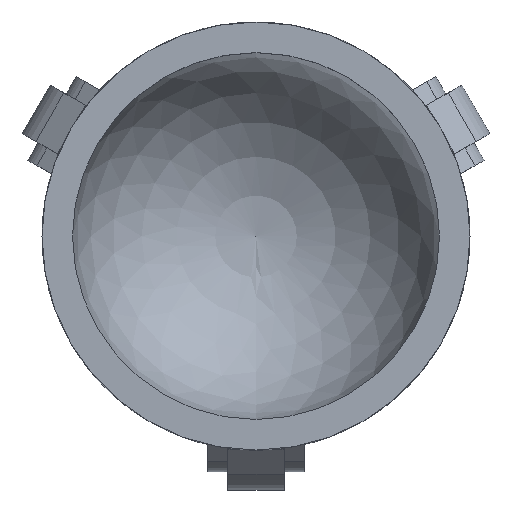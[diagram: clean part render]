
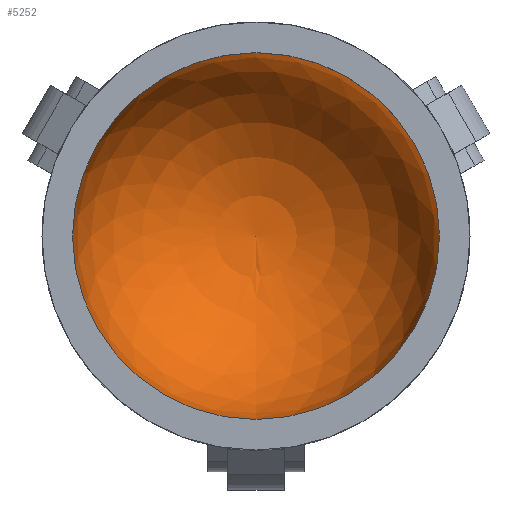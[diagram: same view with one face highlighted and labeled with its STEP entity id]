
A CAD part, top view. The second image highlights one B-rep face of the part: STEP entity #5252.
In plain terms, the highlighted spherical face has radius 18 mm.
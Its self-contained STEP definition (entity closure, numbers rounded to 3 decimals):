
#3309 = CYLINDRICAL_SURFACE('',#3310,18.);
#3310 = AXIS2_PLACEMENT_3D('',#3311,#3312,#3313);
#3311 = CARTESIAN_POINT('',(0.,0.,0.));
#3312 = DIRECTION('',(0.,0.,1.));
#3313 = DIRECTION('',(0.,-1.,0.));
#4971 = EDGE_CURVE('',#4972,#4974,#4976,.T.);
#4972 = VERTEX_POINT('',#4973);
#4973 = CARTESIAN_POINT('',(-15.588,9.,0.));
#4974 = VERTEX_POINT('',#4975);
#4975 = CARTESIAN_POINT('',(15.588,9.,0.));
#4976 = SURFACE_CURVE('',#4977,(#4982,#4989),.PCURVE_S1.);
#4977 = CIRCLE('',#4978,18.);
#4978 = AXIS2_PLACEMENT_3D('',#4979,#4980,#4981);
#4979 = CARTESIAN_POINT('',(0.,0.,0.));
#4980 = DIRECTION('',(0.,0.,-1.));
#4981 = DIRECTION('',(0.,-1.,0.));
#4982 = PCURVE('',#3309,#4983);
#4983 = DEFINITIONAL_REPRESENTATION('',(#4984),#4988);
#4984 = LINE('',#4985,#4986);
#4985 = CARTESIAN_POINT('',(0.,0.));
#4986 = VECTOR('',#4987,1.);
#4987 = DIRECTION('',(-1.,0.));
#4988 = ( GEOMETRIC_REPRESENTATION_CONTEXT(2) 
PARAMETRIC_REPRESENTATION_CONTEXT() REPRESENTATION_CONTEXT('2D SPACE',''
  ) );
#4989 = PCURVE('',#4990,#4995);
#4990 = SPHERICAL_SURFACE('',#4991,18.);
#4991 = AXIS2_PLACEMENT_3D('',#4992,#4993,#4994);
#4992 = CARTESIAN_POINT('',(0.,0.,0.));
#4993 = DIRECTION('',(0.,0.,1.));
#4994 = DIRECTION('',(0.,-1.,0.));
#4995 = DEFINITIONAL_REPRESENTATION('',(#4996),#5000);
#4996 = LINE('',#4997,#4998);
#4997 = CARTESIAN_POINT('',(0.,0.));
#4998 = VECTOR('',#4999,1.);
#4999 = DIRECTION('',(-1.,0.));
#5000 = ( GEOMETRIC_REPRESENTATION_CONTEXT(2) 
PARAMETRIC_REPRESENTATION_CONTEXT() REPRESENTATION_CONTEXT('2D SPACE',''
  ) );
#5002 = EDGE_CURVE('',#4974,#5003,#5005,.T.);
#5003 = VERTEX_POINT('',#5004);
#5004 = CARTESIAN_POINT('',(0.,-18.,0.));
#5005 = SURFACE_CURVE('',#5006,(#5011,#5018),.PCURVE_S1.);
#5006 = CIRCLE('',#5007,18.);
#5007 = AXIS2_PLACEMENT_3D('',#5008,#5009,#5010);
#5008 = CARTESIAN_POINT('',(0.,0.,0.));
#5009 = DIRECTION('',(0.,0.,-1.));
#5010 = DIRECTION('',(0.,-1.,0.));
#5011 = PCURVE('',#3309,#5012);
#5012 = DEFINITIONAL_REPRESENTATION('',(#5013),#5017);
#5013 = LINE('',#5014,#5015);
#5014 = CARTESIAN_POINT('',(0.,0.));
#5015 = VECTOR('',#5016,1.);
#5016 = DIRECTION('',(-1.,0.));
#5017 = ( GEOMETRIC_REPRESENTATION_CONTEXT(2) 
PARAMETRIC_REPRESENTATION_CONTEXT() REPRESENTATION_CONTEXT('2D SPACE',''
  ) );
#5018 = PCURVE('',#4990,#5019);
#5019 = DEFINITIONAL_REPRESENTATION('',(#5020),#5024);
#5020 = LINE('',#5021,#5022);
#5021 = CARTESIAN_POINT('',(0.,0.));
#5022 = VECTOR('',#5023,1.);
#5023 = DIRECTION('',(-1.,0.));
#5024 = ( GEOMETRIC_REPRESENTATION_CONTEXT(2) 
PARAMETRIC_REPRESENTATION_CONTEXT() REPRESENTATION_CONTEXT('2D SPACE',''
  ) );
#5073 = EDGE_CURVE('',#5003,#4972,#5074,.T.);
#5074 = SURFACE_CURVE('',#5075,(#5080,#5087),.PCURVE_S1.);
#5075 = CIRCLE('',#5076,18.);
#5076 = AXIS2_PLACEMENT_3D('',#5077,#5078,#5079);
#5077 = CARTESIAN_POINT('',(0.,0.,0.));
#5078 = DIRECTION('',(0.,0.,-1.));
#5079 = DIRECTION('',(0.,-1.,0.));
#5080 = PCURVE('',#3309,#5081);
#5081 = DEFINITIONAL_REPRESENTATION('',(#5082),#5086);
#5082 = LINE('',#5083,#5084);
#5083 = CARTESIAN_POINT('',(0.,0.));
#5084 = VECTOR('',#5085,1.);
#5085 = DIRECTION('',(-1.,0.));
#5086 = ( GEOMETRIC_REPRESENTATION_CONTEXT(2) 
PARAMETRIC_REPRESENTATION_CONTEXT() REPRESENTATION_CONTEXT('2D SPACE',''
  ) );
#5087 = PCURVE('',#4990,#5088);
#5088 = DEFINITIONAL_REPRESENTATION('',(#5089),#5093);
#5089 = LINE('',#5090,#5091);
#5090 = CARTESIAN_POINT('',(0.,0.));
#5091 = VECTOR('',#5092,1.);
#5092 = DIRECTION('',(-1.,0.));
#5093 = ( GEOMETRIC_REPRESENTATION_CONTEXT(2) 
PARAMETRIC_REPRESENTATION_CONTEXT() REPRESENTATION_CONTEXT('2D SPACE',''
  ) );
#5252 = ADVANCED_FACE('',(#5253),#4990,.F.);
#5253 = FACE_BOUND('',#5254,.T.);
#5254 = EDGE_LOOP('',(#5255,#5281,#5282,#5304,#5305,#5306,#5307));
#5255 = ORIENTED_EDGE('',*,*,#5256,.F.);
#5256 = EDGE_CURVE('',#5257,#5259,#5261,.T.);
#5257 = VERTEX_POINT('',#5258);
#5258 = CARTESIAN_POINT('',(0.,0.,-18.));
#5259 = VERTEX_POINT('',#5260);
#5260 = CARTESIAN_POINT('',(0.,-16.53,
    -7.125));
#5261 = SEAM_CURVE('',#5262,(#5267,#5274),.PCURVE_S1.);
#5262 = CIRCLE('',#5263,18.);
#5263 = AXIS2_PLACEMENT_3D('',#5264,#5265,#5266);
#5264 = CARTESIAN_POINT('',(0.,0.,0.));
#5265 = DIRECTION('',(-1.,0.,0.));
#5266 = DIRECTION('',(0.,-1.,0.));
#5267 = PCURVE('',#4990,#5268);
#5268 = DEFINITIONAL_REPRESENTATION('',(#5269),#5273);
#5269 = LINE('',#5270,#5271);
#5270 = CARTESIAN_POINT('',(0.,-6.283));
#5271 = VECTOR('',#5272,1.);
#5272 = DIRECTION('',(0.,1.));
#5273 = ( GEOMETRIC_REPRESENTATION_CONTEXT(2) 
PARAMETRIC_REPRESENTATION_CONTEXT() REPRESENTATION_CONTEXT('2D SPACE',''
  ) );
#5274 = PCURVE('',#4990,#5275);
#5275 = DEFINITIONAL_REPRESENTATION('',(#5276),#5280);
#5276 = LINE('',#5277,#5278);
#5277 = CARTESIAN_POINT('',(-6.283,-6.283));
#5278 = VECTOR('',#5279,1.);
#5279 = DIRECTION('',(0.,1.));
#5280 = ( GEOMETRIC_REPRESENTATION_CONTEXT(2) 
PARAMETRIC_REPRESENTATION_CONTEXT() REPRESENTATION_CONTEXT('2D SPACE',''
  ) );
#5281 = ORIENTED_EDGE('',*,*,#5256,.T.);
#5282 = ORIENTED_EDGE('',*,*,#5283,.T.);
#5283 = EDGE_CURVE('',#5259,#5003,#5284,.T.);
#5284 = SEAM_CURVE('',#5285,(#5290,#5297),.PCURVE_S1.);
#5285 = CIRCLE('',#5286,18.);
#5286 = AXIS2_PLACEMENT_3D('',#5287,#5288,#5289);
#5287 = CARTESIAN_POINT('',(0.,0.,0.));
#5288 = DIRECTION('',(-1.,0.,0.));
#5289 = DIRECTION('',(0.,-1.,0.));
#5290 = PCURVE('',#4990,#5291);
#5291 = DEFINITIONAL_REPRESENTATION('',(#5292),#5296);
#5292 = LINE('',#5293,#5294);
#5293 = CARTESIAN_POINT('',(0.,-6.283));
#5294 = VECTOR('',#5295,1.);
#5295 = DIRECTION('',(0.,1.));
#5296 = ( GEOMETRIC_REPRESENTATION_CONTEXT(2) 
PARAMETRIC_REPRESENTATION_CONTEXT() REPRESENTATION_CONTEXT('2D SPACE',''
  ) );
#5297 = PCURVE('',#4990,#5298);
#5298 = DEFINITIONAL_REPRESENTATION('',(#5299),#5303);
#5299 = LINE('',#5300,#5301);
#5300 = CARTESIAN_POINT('',(-6.283,-6.283));
#5301 = VECTOR('',#5302,1.);
#5302 = DIRECTION('',(0.,1.));
#5303 = ( GEOMETRIC_REPRESENTATION_CONTEXT(2) 
PARAMETRIC_REPRESENTATION_CONTEXT() REPRESENTATION_CONTEXT('2D SPACE',''
  ) );
#5304 = ORIENTED_EDGE('',*,*,#5002,.F.);
#5305 = ORIENTED_EDGE('',*,*,#4971,.F.);
#5306 = ORIENTED_EDGE('',*,*,#5073,.F.);
#5307 = ORIENTED_EDGE('',*,*,#5283,.F.);
